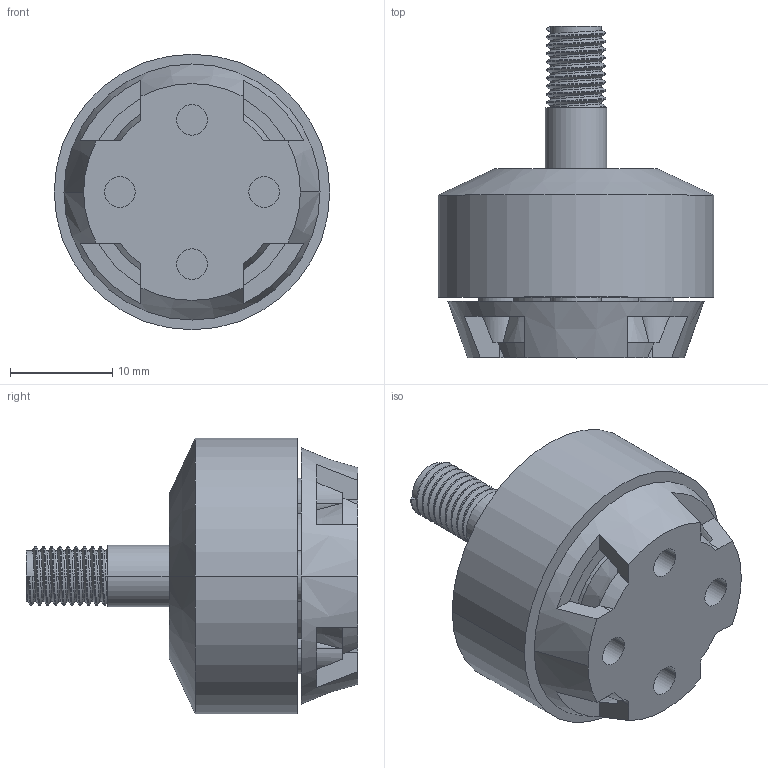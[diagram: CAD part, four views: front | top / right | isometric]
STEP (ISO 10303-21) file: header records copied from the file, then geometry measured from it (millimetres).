
FILE_DESCRIPTION (( 'STEP AP203' ), '1' );
FILE_NAME ('Motor.STEP', '2022-02-19T05:15:04', ( '' ), ( '' ), 'SwSTEP 2.0', 'SolidWorks 2021', '' );
FILE_SCHEMA (( 'CONFIG_CONTROL_DESIGN' ));
Length unit declared in the file: millimetre
Products named in the file (1): Motor
Bounding box: 27 x 32.5 x 27 mm (x, y, z)
Volume: 8600.7 mm3; surface area: 3781.7 mm2
Topology: 1 solids, 1 shells, 98 faces, 281 edges, 185 vertices
Faces by surface type: cylinder 54, plane 27, cone 14, bspline 3
Entity records: 4855 total; most frequent: CARTESIAN_POINT 2339, ORIENTED_EDGE 562, DIRECTION 479, EDGE_CURVE 281, AXIS2_PLACEMENT_3D 196, VERTEX_POINT 185, EDGE_LOOP 106, CIRCLE 100
